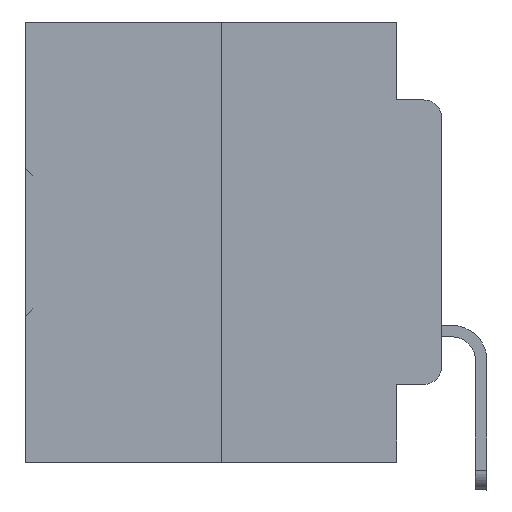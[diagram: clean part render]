
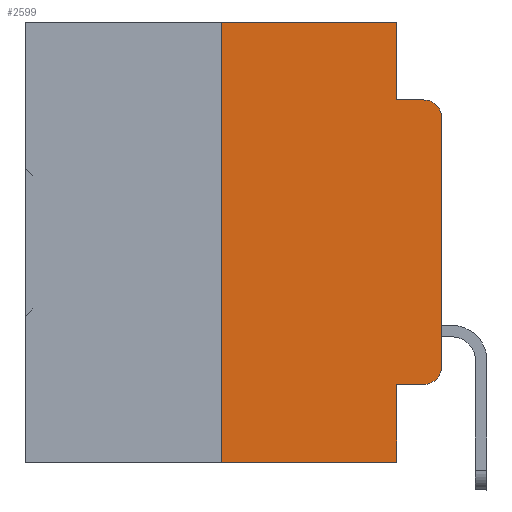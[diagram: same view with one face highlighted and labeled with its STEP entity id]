
A CAD part, left-side view. The second image highlights one B-rep face of the part: STEP entity #2599.
In plain terms, the highlighted planar face has unit normal (-1, 0, 0).
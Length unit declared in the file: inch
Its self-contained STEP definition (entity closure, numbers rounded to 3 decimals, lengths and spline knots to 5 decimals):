
#194 = CIRCLE ( 'NONE', #34799, 0.02 ) ;
#206 = ORIENTED_EDGE ( 'NONE', *, *, #27804, .T. ) ;
#419 = DIRECTION ( 'NONE',  ( 0., 0., 1. ) ) ;
#598 = VECTOR ( 'NONE', #19170, 39.37008 ) ;
#1127 = ORIENTED_EDGE ( 'NONE', *, *, #32793, .F. ) ;
#1880 = CARTESIAN_POINT ( 'NONE',  ( 0., 0.02, -0.4115 ) ) ;
#2190 = ORIENTED_EDGE ( 'NONE', *, *, #17159, .F. ) ;
#2339 = LINE ( 'NONE', #24846, #598 ) ;
#2599 = ADVANCED_FACE ( 'NONE', ( #11900 ), #23921, .F. ) ;
#2732 = VERTEX_POINT ( 'NONE', #35301 ) ;
#2826 = CARTESIAN_POINT ( 'NONE',  ( 0., 0., -0.1085 ) ) ;
#4095 = CARTESIAN_POINT ( 'NONE',  ( 0., 0.051, 0. ) ) ;
#4175 = CARTESIAN_POINT ( 'NONE',  ( 0., 0.051, -0.4115 ) ) ;
#4299 = DIRECTION ( 'NONE',  ( 0., 0., -1. ) ) ;
#5393 = LINE ( 'NONE', #10365, #32181 ) ;
#5642 = ORIENTED_EDGE ( 'NONE', *, *, #35261, .T. ) ;
#6594 = AXIS2_PLACEMENT_3D ( 'NONE', #12890, #26396, #23839 ) ;
#7035 = VERTEX_POINT ( 'NONE', #35033 ) ;
#7130 = EDGE_LOOP ( 'NONE', ( #5642, #206, #14251, #2190, #1127, #34796, #30692, #8748, #34929, #17132 ) ) ;
#7473 = VERTEX_POINT ( 'NONE', #20838 ) ;
#7494 = EDGE_CURVE ( 'NONE', #25235, #34331, #22205, .T. ) ;
#7569 = LINE ( 'NONE', #14193, #19202 ) ;
#7730 = CARTESIAN_POINT ( 'NONE',  ( 0., 0.02, -0.1085 ) ) ;
#8077 = DIRECTION ( 'NONE',  ( 0., 0., -1. ) ) ;
#8648 = VERTEX_POINT ( 'NONE', #29951 ) ;
#8748 = ORIENTED_EDGE ( 'NONE', *, *, #32312, .F. ) ;
#9834 = DIRECTION ( 'NONE',  ( 1., 0., 0. ) ) ;
#10365 = CARTESIAN_POINT ( 'NONE',  ( 0., 0.473, -0.5 ) ) ;
#11896 = VECTOR ( 'NONE', #419, 39.37008 ) ;
#11900 = FACE_OUTER_BOUND ( 'NONE', #7130, .T. ) ;
#12635 = CARTESIAN_POINT ( 'NONE',  ( 0., 0.02, -0.0885 ) ) ;
#12776 = DIRECTION ( 'NONE',  ( 0., -1., 0. ) ) ;
#12890 = CARTESIAN_POINT ( 'NONE',  ( 0., 0.02, -0.3915 ) ) ;
#12893 = CARTESIAN_POINT ( 'NONE',  ( 0., 0.051, 0. ) ) ;
#13850 = CARTESIAN_POINT ( 'NONE',  ( 0., 0.25, 0. ) ) ;
#14193 = CARTESIAN_POINT ( 'NONE',  ( 0., 0.051, 0. ) ) ;
#14251 = ORIENTED_EDGE ( 'NONE', *, *, #7494, .F. ) ;
#16165 = DIRECTION ( 'NONE',  ( -1., 0., 0. ) ) ;
#16606 = LINE ( 'NONE', #13850, #11896 ) ;
#17132 = ORIENTED_EDGE ( 'NONE', *, *, #29455, .T. ) ;
#17159 = EDGE_CURVE ( 'NONE', #31733, #25235, #7569, .T. ) ;
#18452 = LINE ( 'NONE', #12893, #28829 ) ;
#19170 = DIRECTION ( 'NONE',  ( 0., 0., 1. ) ) ;
#19202 = VECTOR ( 'NONE', #33824, 39.37008 ) ;
#20695 = CIRCLE ( 'NONE', #6594, 0.02 ) ;
#20721 = DIRECTION ( 'NONE',  ( 0., -1., 0. ) ) ;
#20838 = CARTESIAN_POINT ( 'NONE',  ( 0., 0.25, -0.5 ) ) ;
#21217 = AXIS2_PLACEMENT_3D ( 'NONE', #26353, #9834, #31884 ) ;
#22205 = LINE ( 'NONE', #23278, #34783 ) ;
#22667 = VERTEX_POINT ( 'NONE', #1880 ) ;
#23278 = CARTESIAN_POINT ( 'NONE',  ( 0., 0.051, -0.0885 ) ) ;
#23697 = CARTESIAN_POINT ( 'NONE',  ( 0., 0.473, 0. ) ) ;
#23839 = DIRECTION ( 'NONE',  ( 0., 0., -1. ) ) ;
#23921 = PLANE ( 'NONE',  #21217 ) ;
#24543 = EDGE_CURVE ( 'NONE', #7473, #7035, #5393, .T. ) ;
#24758 = EDGE_CURVE ( 'NONE', #7473, #2732, #16606, .T. ) ;
#24846 = CARTESIAN_POINT ( 'NONE',  ( 0., 0., 0. ) ) ;
#25235 = VERTEX_POINT ( 'NONE', #27890 ) ;
#26353 = CARTESIAN_POINT ( 'NONE',  ( 0., 0.473, 0. ) ) ;
#26396 = DIRECTION ( 'NONE',  ( -1., 0., 0. ) ) ;
#27682 = CARTESIAN_POINT ( 'NONE',  ( 0., 0.051, -0.4115 ) ) ;
#27804 = EDGE_CURVE ( 'NONE', #29955, #34331, #194, .T. ) ;
#27890 = CARTESIAN_POINT ( 'NONE',  ( 0., 0.051, -0.0885 ) ) ;
#28503 = VERTEX_POINT ( 'NONE', #27682 ) ;
#28829 = VECTOR ( 'NONE', #4299, 39.37008 ) ;
#29455 = EDGE_CURVE ( 'NONE', #22667, #8648, #20695, .T. ) ;
#29535 = DIRECTION ( 'NONE',  ( 0., -1., 0. ) ) ;
#29700 = VECTOR ( 'NONE', #12776, 39.37008 ) ;
#29951 = CARTESIAN_POINT ( 'NONE',  ( 0., 0., -0.3915 ) ) ;
#29955 = VERTEX_POINT ( 'NONE', #2826 ) ;
#30692 = ORIENTED_EDGE ( 'NONE', *, *, #24543, .T. ) ;
#31733 = VERTEX_POINT ( 'NONE', #4095 ) ;
#31823 = LINE ( 'NONE', #23697, #33992 ) ;
#31884 = DIRECTION ( 'NONE',  ( 0., 0., -1. ) ) ;
#32181 = VECTOR ( 'NONE', #29535, 39.37008 ) ;
#32312 = EDGE_CURVE ( 'NONE', #28503, #7035, #18452, .T. ) ;
#32364 = EDGE_CURVE ( 'NONE', #28503, #22667, #33150, .T. ) ;
#32793 = EDGE_CURVE ( 'NONE', #2732, #31733, #31823, .T. ) ;
#33150 = LINE ( 'NONE', #4175, #29700 ) ;
#33824 = DIRECTION ( 'NONE',  ( 0., 0., -1. ) ) ;
#33992 = VECTOR ( 'NONE', #34343, 39.37008 ) ;
#34331 = VERTEX_POINT ( 'NONE', #12635 ) ;
#34343 = DIRECTION ( 'NONE',  ( 0., -1., 0. ) ) ;
#34783 = VECTOR ( 'NONE', #20721, 39.37008 ) ;
#34796 = ORIENTED_EDGE ( 'NONE', *, *, #24758, .F. ) ;
#34799 = AXIS2_PLACEMENT_3D ( 'NONE', #7730, #16165, #8077 ) ;
#34929 = ORIENTED_EDGE ( 'NONE', *, *, #32364, .T. ) ;
#35033 = CARTESIAN_POINT ( 'NONE',  ( 0., 0.051, -0.5 ) ) ;
#35261 = EDGE_CURVE ( 'NONE', #8648, #29955, #2339, .T. ) ;
#35301 = CARTESIAN_POINT ( 'NONE',  ( 0., 0.25, 0. ) ) ;
